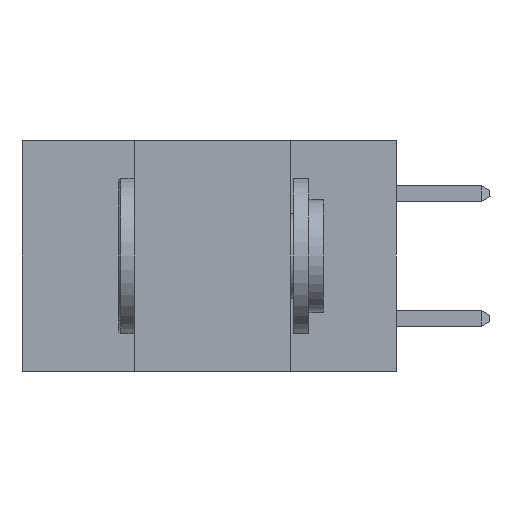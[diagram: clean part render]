
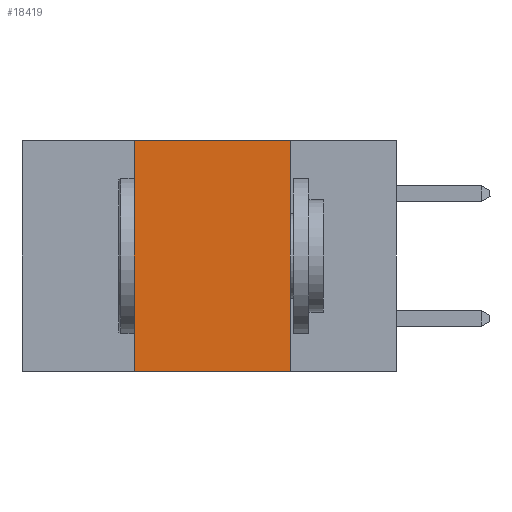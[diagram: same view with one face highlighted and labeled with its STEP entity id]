
A CAD part, left-side view. The second image highlights one B-rep face of the part: STEP entity #18419.
In plain terms, the highlighted planar face has unit normal (-1, 0, 0).
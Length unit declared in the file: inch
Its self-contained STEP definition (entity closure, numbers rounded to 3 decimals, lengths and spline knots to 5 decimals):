
#526 = ORIENTED_EDGE ( 'NONE', *, *, #25148, .F. ) ;
#628 = CARTESIAN_POINT ( 'NONE',  ( 0., 0.42, -0.37 ) ) ;
#1571 = PLANE ( 'NONE',  #17012 ) ;
#1588 = CARTESIAN_POINT ( 'NONE',  ( 0., 0.17, -0.37 ) ) ;
#2173 = EDGE_CURVE ( 'NONE', #10921, #6660, #13276, .T. ) ;
#2867 = VECTOR ( 'NONE', #16750, 39.37008 ) ;
#3413 = LINE ( 'NONE', #5173, #15935 ) ;
#3471 = CARTESIAN_POINT ( 'NONE',  ( 0., 0.42, 0. ) ) ;
#4971 = FACE_OUTER_BOUND ( 'NONE', #22384, .T. ) ;
#5173 = CARTESIAN_POINT ( 'NONE',  ( 0., 0.6, 0. ) ) ;
#5476 = EDGE_CURVE ( 'NONE', #6660, #23470, #3413, .T. ) ;
#5625 = CARTESIAN_POINT ( 'NONE',  ( 0., 0.6, -0.37 ) ) ;
#6134 = DIRECTION ( 'NONE',  ( 0., 0., -1. ) ) ;
#6491 = VECTOR ( 'NONE', #10636, 39.37008 ) ;
#6660 = VERTEX_POINT ( 'NONE', #12648 ) ;
#6877 = CARTESIAN_POINT ( 'NONE',  ( 0., 0.17, 0. ) ) ;
#8579 = VECTOR ( 'NONE', #25796, 39.37008 ) ;
#10636 = DIRECTION ( 'NONE',  ( 0., 0., 1. ) ) ;
#10921 = VERTEX_POINT ( 'NONE', #628 ) ;
#12432 = CARTESIAN_POINT ( 'NONE',  ( 0., 0.17, 0. ) ) ;
#12648 = CARTESIAN_POINT ( 'NONE',  ( 0., 0.42, 0. ) ) ;
#12786 = ORIENTED_EDGE ( 'NONE', *, *, #2173, .F. ) ;
#12846 = LINE ( 'NONE', #5625, #8579 ) ;
#13276 = LINE ( 'NONE', #3471, #6491 ) ;
#15935 = VECTOR ( 'NONE', #23955, 39.37008 ) ;
#16750 = DIRECTION ( 'NONE',  ( 0., 0., -1. ) ) ;
#17012 = AXIS2_PLACEMENT_3D ( 'NONE', #20097, #29173, #6134 ) ;
#18419 = ADVANCED_FACE ( 'NONE', ( #4971 ), #1571, .F. ) ;
#19977 = LINE ( 'NONE', #12432, #2867 ) ;
#20097 = CARTESIAN_POINT ( 'NONE',  ( 0., 0.6, 0. ) ) ;
#22384 = EDGE_LOOP ( 'NONE', ( #526, #25487, #12786, #23034 ) ) ;
#23034 = ORIENTED_EDGE ( 'NONE', *, *, #27780, .T. ) ;
#23470 = VERTEX_POINT ( 'NONE', #6877 ) ;
#23955 = DIRECTION ( 'NONE',  ( 0., -1., 0. ) ) ;
#25148 = EDGE_CURVE ( 'NONE', #23470, #25221, #19977, .T. ) ;
#25221 = VERTEX_POINT ( 'NONE', #1588 ) ;
#25487 = ORIENTED_EDGE ( 'NONE', *, *, #5476, .F. ) ;
#25796 = DIRECTION ( 'NONE',  ( 0., -1., 0. ) ) ;
#27780 = EDGE_CURVE ( 'NONE', #10921, #25221, #12846, .T. ) ;
#29173 = DIRECTION ( 'NONE',  ( 1., 0., 0. ) ) ;
